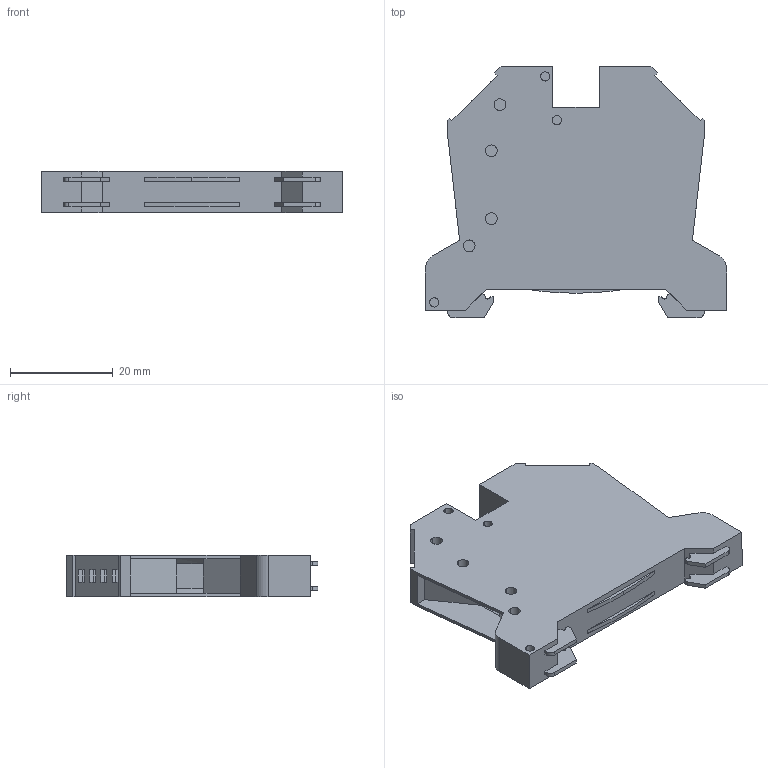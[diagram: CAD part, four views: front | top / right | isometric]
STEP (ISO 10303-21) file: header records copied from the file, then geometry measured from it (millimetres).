
FILE_DESCRIPTION (( 'STEP AP214' ), '1' );
FILE_NAME ('DN-G8-10.STEP', '2018-05-02T17:19:43', ( '' ), ( '' ), 'SwSTEP 2.0', 'SolidWorks 2017', '' );
FILE_SCHEMA (( 'AUTOMOTIVE_DESIGN' ));
Length unit declared in the file: inch
Products named in the file (2): 20515A; DN-G8-10
Assembly tree (1 placements, depth 2):
  DN-G8-10
    20515A
Bounding box: 58.6 x 49 x 8 mm (x, y, z)
Volume: 14408.8 mm3; surface area: 7798.3 mm2
Topology: 1 solids, 9 shells, 425 faces, 1043 edges, 672 vertices
Faces by surface type: plane 209, cylinder 144, torus 68, bspline 4
Entity records: 18310 total; most frequent: CARTESIAN_POINT 2380, DIRECTION 2269, ORIENTED_EDGE 2086, EDGE_CURVE 1043, AXIS2_PLACEMENT_3D 839, VERTEX_POINT 672, VECTOR 591, LINE 591
